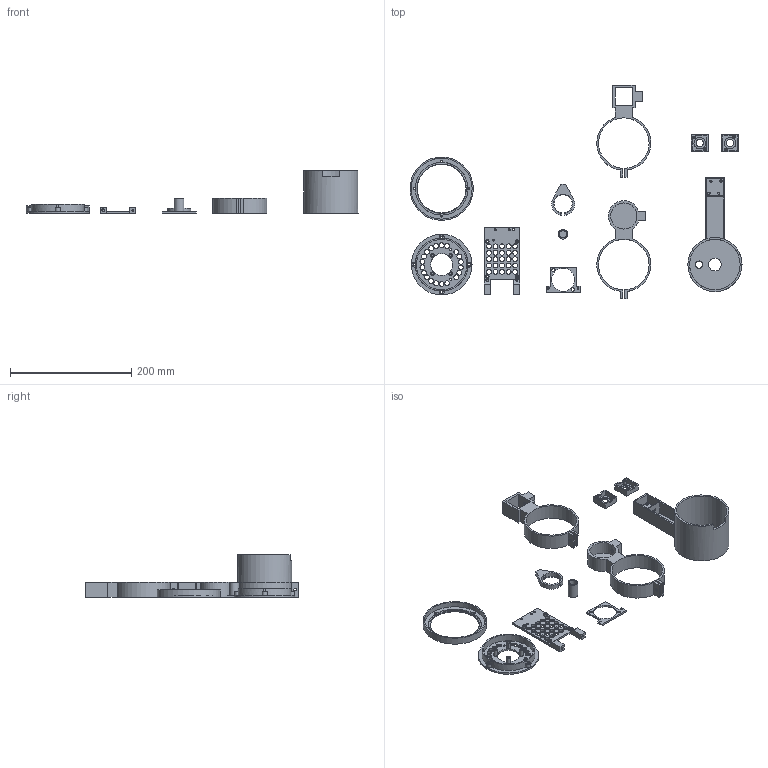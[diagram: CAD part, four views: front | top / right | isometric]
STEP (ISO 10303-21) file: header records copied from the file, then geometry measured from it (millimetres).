
FILE_DESCRIPTION(/* description */ (''),/* implementation_level */ '2;1');
FILE_NAME(/* name */ 'CAP-ORING v23.step',/* time_stamp */ '2025-09-29T23:53:32-04:00',/* author */ (''),/* organization */ (''),/* preprocessor_version */ 'ST-DEVELOPER v20.1',/* originating_system */ 'Autodesk Translation Framework v14.17.0.0',/* authorisation */ '');
FILE_SCHEMA (('AUTOMOTIVE_DESIGN { 1 0 10303 214 3 1 1 }'));
Length unit declared in the file: millimetre
Products named in the file (13): CAP-ORING; Component1; cap-main-o-ring; cap-rpi-support; cap-dome-holder-o-ring; cap-focus-pointer; cap-fan-holder; cap-poll-holder; cap-weather-sheild-sparkfun-bme-280; cap-weather-shield-cover-sparkfun-bme280; cap-weather-shield-cover-adafruit-bme680; cap-poll-holder-28x28-poll-2; cap-magnet-holder
Assembly tree (12 placements, depth 3):
  CAP-ORING
    Component1
      cap-main-o-ring
      cap-rpi-support
      cap-dome-holder-o-ring
      cap-focus-pointer
      cap-fan-holder
      cap-poll-holder
      cap-weather-sheild-sparkfun-bme-280
      cap-weather-shield-cover-sparkfun-bme280
      cap-weather-shield-cover-adafruit-bme680
      cap-poll-holder-28x28-poll-2
      cap-magnet-holder
Bounding box: 546.7 x 351.63 x 70 mm (x, y, z)
Volume: 263161 mm3; surface area: 189386.4 mm2
Topology: 11 solids, 11 shells, 358 faces, 960 edges, 640 vertices
Faces by surface type: cylinder 180, plane 172, bspline 4, torus 2
Full cylindrical faces by diameter (mm): 2.75 x4, 3.25 x13, 3.5 x10, 4.15 x7, 4.25 x4, 4.826 x7, 5.1 x1, 5.5 x2, 6 x4, 6.731 x10, 8 x45, 12 x4, 16 x1, 19 x2, 21 x1, 36.5 x1, 38 x1, 43 x1, 80.25 x1, 83.15 x3, 89.15 x1, 100 x1, 100.25 x1, 104.25 x1
Entity records: 14704 total; most frequent: CARTESIAN_POINT 4893, DIRECTION 1935, ORIENTED_EDGE 1920, EDGE_CURVE 960, AXIS2_PLACEMENT_3D 704, VERTEX_POINT 640, EDGE_LOOP 554, LINE 527
